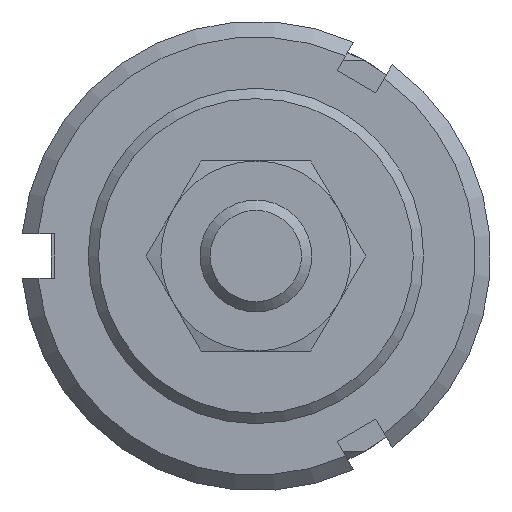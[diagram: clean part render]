
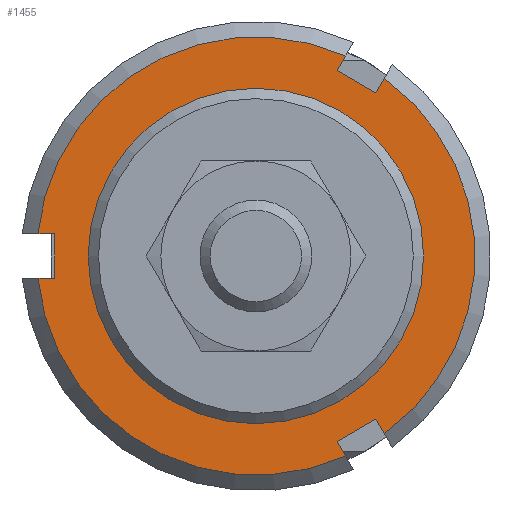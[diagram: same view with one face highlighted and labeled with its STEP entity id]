
A CAD part, left-side view. The second image highlights one B-rep face of the part: STEP entity #1455.
In plain terms, the highlighted planar face has unit normal (-1, 0, 0).
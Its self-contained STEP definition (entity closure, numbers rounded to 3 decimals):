
#113=LINE('',#2563,#181);
#114=LINE('',#2565,#182);
#115=LINE('',#2567,#183);
#116=LINE('',#2568,#184);
#117=LINE('',#2570,#185);
#118=LINE('',#2572,#186);
#119=LINE('',#2573,#187);
#120=LINE('',#2575,#188);
#121=LINE('',#2577,#189);
#181=VECTOR('',#2022,1000.);
#182=VECTOR('',#2023,1000.);
#183=VECTOR('',#2024,1000.);
#184=VECTOR('',#2025,1000.);
#185=VECTOR('',#2026,1000.);
#186=VECTOR('',#2027,1000.);
#187=VECTOR('',#2028,1000.);
#188=VECTOR('',#2029,1000.);
#189=VECTOR('',#2030,1000.);
#247=PLANE('',#1681);
#310=CIRCLE('',#1669,19.6);
#311=CIRCLE('',#1671,19.6);
#317=CIRCLE('',#1682,19.6);
#318=CIRCLE('',#1683,15.);
#557=ORIENTED_EDGE('',*,*,#831,.F.);
#558=ORIENTED_EDGE('',*,*,#832,.F.);
#559=ORIENTED_EDGE('',*,*,#833,.F.);
#560=ORIENTED_EDGE('',*,*,#834,.F.);
#561=ORIENTED_EDGE('',*,*,#815,.F.);
#562=ORIENTED_EDGE('',*,*,#835,.F.);
#563=ORIENTED_EDGE('',*,*,#836,.F.);
#564=ORIENTED_EDGE('',*,*,#837,.F.);
#565=ORIENTED_EDGE('',*,*,#813,.F.);
#566=ORIENTED_EDGE('',*,*,#838,.F.);
#567=ORIENTED_EDGE('',*,*,#839,.F.);
#568=ORIENTED_EDGE('',*,*,#840,.F.);
#569=ORIENTED_EDGE('',*,*,#841,.T.);
#813=EDGE_CURVE('',#971,#972,#310,.T.);
#815=EDGE_CURVE('',#973,#974,#311,.T.);
#831=EDGE_CURVE('',#985,#986,#317,.T.);
#832=EDGE_CURVE('',#987,#985,#113,.T.);
#833=EDGE_CURVE('',#988,#987,#114,.T.);
#834=EDGE_CURVE('',#974,#988,#115,.T.);
#835=EDGE_CURVE('',#989,#973,#116,.T.);
#836=EDGE_CURVE('',#990,#989,#117,.T.);
#837=EDGE_CURVE('',#972,#990,#118,.T.);
#838=EDGE_CURVE('',#991,#971,#119,.T.);
#839=EDGE_CURVE('',#992,#991,#120,.T.);
#840=EDGE_CURVE('',#986,#992,#121,.T.);
#841=EDGE_CURVE('',#993,#993,#318,.T.);
#971=VERTEX_POINT('',#2501);
#972=VERTEX_POINT('',#2503);
#973=VERTEX_POINT('',#2510);
#974=VERTEX_POINT('',#2511);
#985=VERTEX_POINT('',#2561);
#986=VERTEX_POINT('',#2562);
#987=VERTEX_POINT('',#2564);
#988=VERTEX_POINT('',#2566);
#989=VERTEX_POINT('',#2569);
#990=VERTEX_POINT('',#2571);
#991=VERTEX_POINT('',#2574);
#992=VERTEX_POINT('',#2576);
#993=VERTEX_POINT('',#2579);
#1157=EDGE_LOOP('',(#557,#558,#559,#560,#561,#562,#563,#564,#565,#566,#567,
#568));
#1158=EDGE_LOOP('',(#569));
#1303=FACE_BOUND('',#1157,.T.);
#1304=FACE_BOUND('',#1158,.T.);
#1455=ADVANCED_FACE('',(#1303,#1304),#247,.F.);
#1669=AXIS2_PLACEMENT_3D('',#2502,#1990,#1991);
#1671=AXIS2_PLACEMENT_3D('',#2509,#1994,#1995);
#1681=AXIS2_PLACEMENT_3D('',#2559,#2018,#2019);
#1682=AXIS2_PLACEMENT_3D('',#2560,#2020,#2021);
#1683=AXIS2_PLACEMENT_3D('',#2578,#2031,#2032);
#1990=DIRECTION('',(1.,0.,0.));
#1991=DIRECTION('',(0.,0.,-1.));
#1994=DIRECTION('',(1.,0.,0.));
#1995=DIRECTION('',(0.,0.,-1.));
#2018=DIRECTION('',(1.,0.,0.));
#2019=DIRECTION('',(0.,0.,-1.));
#2020=DIRECTION('',(1.,0.,0.));
#2021=DIRECTION('',(0.,0.,-1.));
#2022=DIRECTION('',(0.,0.5,-0.866));
#2023=DIRECTION('',(0.,0.866,0.5));
#2024=DIRECTION('',(0.,-0.5,0.866));
#2025=DIRECTION('',(0.,-1.,0.));
#2026=DIRECTION('',(0.,0.,-1.));
#2027=DIRECTION('',(0.,1.,0.));
#2028=DIRECTION('',(0.,0.5,0.866));
#2029=DIRECTION('',(0.,-0.866,0.5));
#2030=DIRECTION('',(0.,-0.5,-0.866));
#2031=DIRECTION('',(1.,0.,0.));
#2032=DIRECTION('',(0.,0.,-1.));
#2501=CARTESIAN_POINT('',(0.,8.017,17.885));
#2502=CARTESIAN_POINT('',(0.,0.,0.));
#2503=CARTESIAN_POINT('',(0.,-19.498,2.));
#2509=CARTESIAN_POINT('',(0.,0.,0.));
#2510=CARTESIAN_POINT('',(0.,-19.498,-2.));
#2511=CARTESIAN_POINT('',(0.,8.017,-17.885));
#2559=CARTESIAN_POINT('',(0.,0.,0.));
#2560=CARTESIAN_POINT('',(0.,0.,0.));
#2561=CARTESIAN_POINT('',(0.,11.481,-15.885));
#2562=CARTESIAN_POINT('',(0.,11.481,15.885));
#2563=CARTESIAN_POINT('',(0.,10.732,-14.588));
#2564=CARTESIAN_POINT('',(0.,10.732,-14.588));
#2565=CARTESIAN_POINT('',(0.,7.268,-16.588));
#2566=CARTESIAN_POINT('',(0.,7.268,-16.588));
#2567=CARTESIAN_POINT('',(0.,8.72,-19.104));
#2568=CARTESIAN_POINT('',(0.,-18.,-2.));
#2569=CARTESIAN_POINT('',(0.,-18.,-2.));
#2570=CARTESIAN_POINT('',(0.,-18.,2.));
#2571=CARTESIAN_POINT('',(0.,-18.,2.));
#2572=CARTESIAN_POINT('',(0.,-20.905,2.));
#2573=CARTESIAN_POINT('',(0.,7.268,16.588));
#2574=CARTESIAN_POINT('',(0.,7.268,16.588));
#2575=CARTESIAN_POINT('',(0.,10.732,14.588));
#2576=CARTESIAN_POINT('',(0.,10.732,14.588));
#2577=CARTESIAN_POINT('',(0.,12.184,17.104));
#2578=CARTESIAN_POINT('',(0.,0.,0.));
#2579=CARTESIAN_POINT('',(0.,0.,-15.));
